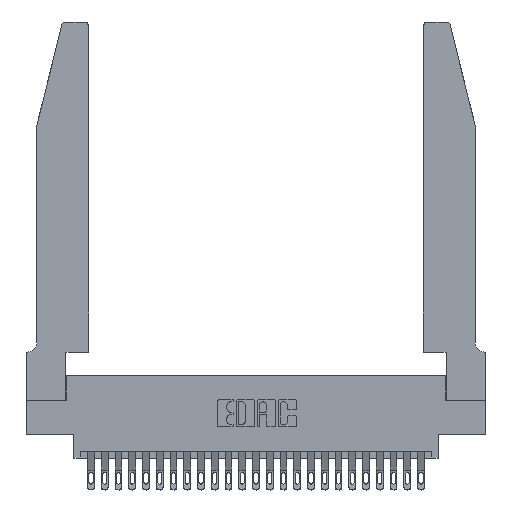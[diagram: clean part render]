
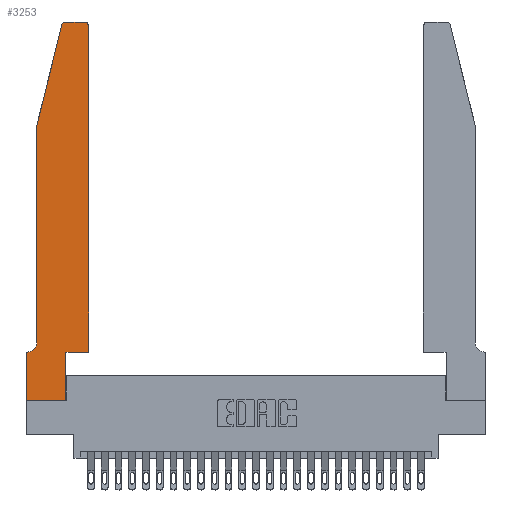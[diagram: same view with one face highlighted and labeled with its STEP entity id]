
A CAD part, top view. The second image highlights one B-rep face of the part: STEP entity #3253.
In plain terms, the highlighted planar face has unit normal (0, 0, 1).
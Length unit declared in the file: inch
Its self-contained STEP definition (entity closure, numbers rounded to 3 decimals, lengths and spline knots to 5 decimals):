
#622 = CARTESIAN_POINT ( 'NONE',  ( 0.4505, 0.35, 0.37 ) ) ;
#1109 = EDGE_CURVE ( 'NONE', #22783, #15855, #7079, .T. ) ;
#1387 = VECTOR ( 'NONE', #23406, 39.37008 ) ;
#1472 = VERTEX_POINT ( 'NONE', #9315 ) ;
#1478 = ORIENTED_EDGE ( 'NONE', *, *, #20656, .T. ) ;
#1491 = LINE ( 'NONE', #2932, #17172 ) ;
#1523 = EDGE_CURVE ( 'NONE', #16043, #24882, #1491, .T. ) ;
#1613 = DIRECTION ( 'NONE',  ( 0., -1., 0. ) ) ;
#1761 = EDGE_CURVE ( 'NONE', #7888, #1472, #1789, .T. ) ;
#1789 = LINE ( 'NONE', #18065, #25700 ) ;
#1936 = LINE ( 'NONE', #3188, #17953 ) ;
#2195 = LINE ( 'NONE', #12063, #20190 ) ;
#2767 = CARTESIAN_POINT ( 'NONE',  ( 0.4205, 2.72, 0.37 ) ) ;
#2819 = DIRECTION ( 'NONE',  ( 0., 0., 1. ) ) ;
#2885 = ORIENTED_EDGE ( 'NONE', *, *, #11629, .T. ) ;
#2932 = CARTESIAN_POINT ( 'NONE',  ( 0.0755, 2., 0.37 ) ) ;
#3097 = CARTESIAN_POINT ( 'NONE',  ( 0.0755, 0.35, 0.37 ) ) ;
#3188 = CARTESIAN_POINT ( 'NONE',  ( 0.4505, 0.35, 0.37 ) ) ;
#3253 = ADVANCED_FACE ( 'NONE', ( #17192 ), #11561, .T. ) ;
#3297 = EDGE_CURVE ( 'NONE', #15855, #7888, #27076, .T. ) ;
#3993 = CARTESIAN_POINT ( 'NONE',  ( 0.25487, 2.72718, 0.37 ) ) ;
#4100 = AXIS2_PLACEMENT_3D ( 'NONE', #17369, #25650, #9161 ) ;
#5942 = EDGE_CURVE ( 'NONE', #26821, #7957, #16730, .T. ) ;
#6003 = EDGE_CURVE ( 'NONE', #24882, #22783, #19664, .T. ) ;
#6035 = EDGE_CURVE ( 'NONE', #23962, #13252, #18057, .T. ) ;
#7079 = LINE ( 'NONE', #3097, #14902 ) ;
#7102 = DIRECTION ( 'NONE',  ( 0., 1., 0. ) ) ;
#7421 = VECTOR ( 'NONE', #1613, 39.37008 ) ;
#7789 = EDGE_CURVE ( 'NONE', #7957, #23962, #1936, .T. ) ;
#7888 = VERTEX_POINT ( 'NONE', #20040 ) ;
#7957 = VERTEX_POINT ( 'NONE', #15730 ) ;
#9109 = CARTESIAN_POINT ( 'NONE',  ( 0.2605, 2.75, 0.37 ) ) ;
#9112 = DIRECTION ( 'NONE',  ( 1., 0., 0. ) ) ;
#9161 = DIRECTION ( 'NONE',  ( -1., 0., 0. ) ) ;
#9315 = CARTESIAN_POINT ( 'NONE',  ( 0.2865, 0., 0.37 ) ) ;
#9661 = DIRECTION ( 'NONE',  ( 0., 0., 1. ) ) ;
#9757 = DIRECTION ( 'NONE',  ( 1., 0., 0. ) ) ;
#9961 = LINE ( 'NONE', #25173, #24036 ) ;
#9997 = ORIENTED_EDGE ( 'NONE', *, *, #7789, .T. ) ;
#10028 = EDGE_CURVE ( 'NONE', #25436, #16043, #2195, .T. ) ;
#10211 = AXIS2_PLACEMENT_3D ( 'NONE', #2767, #19927, #24163 ) ;
#10829 = ORIENTED_EDGE ( 'NONE', *, *, #1109, .T. ) ;
#11561 = PLANE ( 'NONE',  #18745 ) ;
#11629 = EDGE_CURVE ( 'NONE', #13252, #25460, #20759, .T. ) ;
#11837 = CARTESIAN_POINT ( 'NONE',  ( 0., 0.35, 0.37 ) ) ;
#12063 = CARTESIAN_POINT ( 'NONE',  ( 0.0755, 2., 0.37 ) ) ;
#12106 = EDGE_CURVE ( 'NONE', #1472, #26821, #9961, .T. ) ;
#12204 = ORIENTED_EDGE ( 'NONE', *, *, #10028, .T. ) ;
#13252 = VERTEX_POINT ( 'NONE', #16023 ) ;
#13328 = CIRCLE ( 'NONE', #22395, 0.03 ) ;
#13464 = ORIENTED_EDGE ( 'NONE', *, *, #6003, .T. ) ;
#13577 = DIRECTION ( 'NONE',  ( -1., 0., 0. ) ) ;
#13945 = EDGE_LOOP ( 'NONE', ( #2885, #1478, #12204, #21077, #13464, #10829, #26627, #25506, #14463, #26723, #9997, #19445 ) ) ;
#14022 = CARTESIAN_POINT ( 'NONE',  ( 0.0055, 0.35, 0.37 ) ) ;
#14463 = ORIENTED_EDGE ( 'NONE', *, *, #12106, .T. ) ;
#14726 = CARTESIAN_POINT ( 'NONE',  ( 0.0755, 2., 0.37 ) ) ;
#14902 = VECTOR ( 'NONE', #13577, 39.37008 ) ;
#15397 = CARTESIAN_POINT ( 'NONE',  ( 0.284, 2.72, 0.37 ) ) ;
#15571 = DIRECTION ( 'NONE',  ( -1., 0., 0. ) ) ;
#15640 = CARTESIAN_POINT ( 'NONE',  ( 0.4505, 2.72, 0.37 ) ) ;
#15730 = CARTESIAN_POINT ( 'NONE',  ( 0.4505, 0.35, 0.37 ) ) ;
#15855 = VERTEX_POINT ( 'NONE', #22710 ) ;
#15902 = DIRECTION ( 'NONE',  ( -0.239, -0.971, 0. ) ) ;
#16023 = CARTESIAN_POINT ( 'NONE',  ( 0.4205, 2.75, 0.37 ) ) ;
#16043 = VERTEX_POINT ( 'NONE', #14726 ) ;
#16730 = LINE ( 'NONE', #622, #1387 ) ;
#16902 = DIRECTION ( 'NONE',  ( 0., 1., 0. ) ) ;
#17172 = VECTOR ( 'NONE', #21675, 39.37008 ) ;
#17192 = FACE_OUTER_BOUND ( 'NONE', #13945, .T. ) ;
#17369 = CARTESIAN_POINT ( 'NONE',  ( 0.0055, 0.42, 0.37 ) ) ;
#17953 = VECTOR ( 'NONE', #7102, 39.37008 ) ;
#18057 = CIRCLE ( 'NONE', #10211, 0.03 ) ;
#18065 = CARTESIAN_POINT ( 'NONE',  ( 0., 0., 0.37 ) ) ;
#18745 = AXIS2_PLACEMENT_3D ( 'NONE', #11837, #9661, #9757 ) ;
#19445 = ORIENTED_EDGE ( 'NONE', *, *, #6035, .T. ) ;
#19664 = CIRCLE ( 'NONE', #4100, 0.07 ) ;
#19927 = DIRECTION ( 'NONE',  ( 0., 0., 1. ) ) ;
#20040 = CARTESIAN_POINT ( 'NONE',  ( 0., 0., 0.37 ) ) ;
#20190 = VECTOR ( 'NONE', #15902, 39.37008 ) ;
#20656 = EDGE_CURVE ( 'NONE', #25460, #25436, #13328, .T. ) ;
#20759 = LINE ( 'NONE', #9109, #21431 ) ;
#21077 = ORIENTED_EDGE ( 'NONE', *, *, #1523, .T. ) ;
#21431 = VECTOR ( 'NONE', #15571, 39.37008 ) ;
#21675 = DIRECTION ( 'NONE',  ( 0., -1., 0. ) ) ;
#22369 = CARTESIAN_POINT ( 'NONE',  ( 0., 0., 0.37 ) ) ;
#22395 = AXIS2_PLACEMENT_3D ( 'NONE', #15397, #2819, #9112 ) ;
#22710 = CARTESIAN_POINT ( 'NONE',  ( 0., 0.35, 0.37 ) ) ;
#22783 = VERTEX_POINT ( 'NONE', #14022 ) ;
#22831 = CARTESIAN_POINT ( 'NONE',  ( 0.284, 2.75, 0.37 ) ) ;
#23406 = DIRECTION ( 'NONE',  ( 1., 0., 0. ) ) ;
#23962 = VERTEX_POINT ( 'NONE', #15640 ) ;
#24036 = VECTOR ( 'NONE', #16902, 39.37008 ) ;
#24163 = DIRECTION ( 'NONE',  ( 1., 0., 0. ) ) ;
#24436 = CARTESIAN_POINT ( 'NONE',  ( 0.2865, 0.35, 0.37 ) ) ;
#24485 = DIRECTION ( 'NONE',  ( 1., 0., 0. ) ) ;
#24780 = CARTESIAN_POINT ( 'NONE',  ( 0.0755, 0.42, 0.37 ) ) ;
#24882 = VERTEX_POINT ( 'NONE', #24780 ) ;
#25173 = CARTESIAN_POINT ( 'NONE',  ( 0.2865, 0.35, 0.37 ) ) ;
#25436 = VERTEX_POINT ( 'NONE', #3993 ) ;
#25460 = VERTEX_POINT ( 'NONE', #22831 ) ;
#25506 = ORIENTED_EDGE ( 'NONE', *, *, #1761, .T. ) ;
#25650 = DIRECTION ( 'NONE',  ( 0., 0., -1. ) ) ;
#25700 = VECTOR ( 'NONE', #24485, 39.37008 ) ;
#26627 = ORIENTED_EDGE ( 'NONE', *, *, #3297, .T. ) ;
#26723 = ORIENTED_EDGE ( 'NONE', *, *, #5942, .T. ) ;
#26821 = VERTEX_POINT ( 'NONE', #24436 ) ;
#27076 = LINE ( 'NONE', #22369, #7421 ) ;
